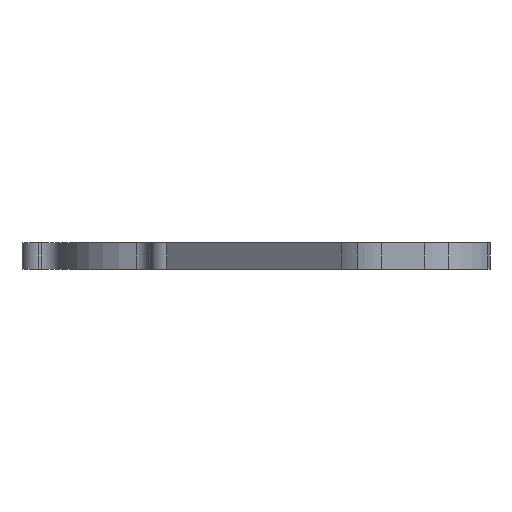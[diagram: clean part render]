
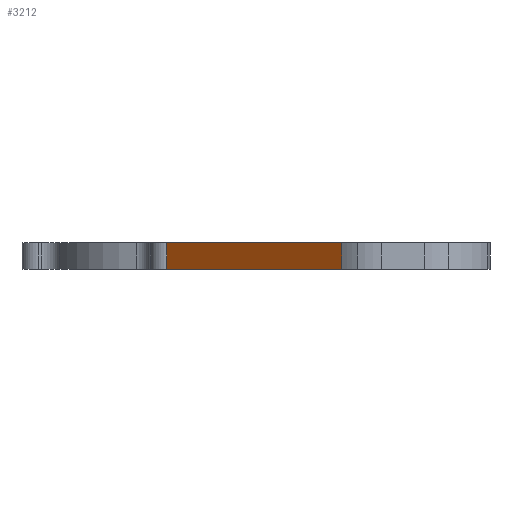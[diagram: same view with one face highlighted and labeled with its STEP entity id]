
A CAD part, front view. The second image highlights one B-rep face of the part: STEP entity #3212.
In plain terms, the highlighted planar face has unit normal (-0.66, -0.751, 0).
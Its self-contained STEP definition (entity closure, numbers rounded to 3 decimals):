
#53 = ORIENTED_EDGE ( 'NONE', *, *, #894, .F. ) ;
#160 = VECTOR ( 'NONE', #3564, 1000. ) ;
#196 = CARTESIAN_POINT ( 'NONE',  ( 52.235, -91.75, 8. ) ) ;
#361 = EDGE_LOOP ( 'NONE', ( #53, #1019, #2157, #544 ) ) ;
#493 = CARTESIAN_POINT ( 'NONE',  ( 52.235, -91.75, 8. ) ) ;
#544 = ORIENTED_EDGE ( 'NONE', *, *, #1928, .T. ) ;
#853 = VERTEX_POINT ( 'NONE', #3166 ) ;
#894 = EDGE_CURVE ( 'NONE', #853, #950, #2407, .T. ) ;
#897 = LINE ( 'NONE', #3411, #1323 ) ;
#950 = VERTEX_POINT ( 'NONE', #2473 ) ;
#1019 = ORIENTED_EDGE ( 'NONE', *, *, #2716, .F. ) ;
#1037 = CARTESIAN_POINT ( 'NONE',  ( 52.235, -91.75, 0. ) ) ;
#1323 = VECTOR ( 'NONE', #3346, 1000. ) ;
#1409 = VECTOR ( 'NONE', #4436, 1000. ) ;
#1516 = VECTOR ( 'NONE', #1617, 1000. ) ;
#1520 = DIRECTION ( 'NONE',  ( 0.751, -0.66, 0. ) ) ;
#1617 = DIRECTION ( 'NONE',  ( 0., 0., -1. ) ) ;
#1928 = EDGE_CURVE ( 'NONE', #3738, #950, #2059, .T. ) ;
#2059 = LINE ( 'NONE', #3469, #1409 ) ;
#2157 = ORIENTED_EDGE ( 'NONE', *, *, #3758, .T. ) ;
#2407 = LINE ( 'NONE', #1037, #160 ) ;
#2473 = CARTESIAN_POINT ( 'NONE',  ( -1., -45., 0. ) ) ;
#2716 = EDGE_CURVE ( 'NONE', #3975, #853, #4095, .T. ) ;
#2894 = PLANE ( 'NONE',  #4301 ) ;
#3166 = CARTESIAN_POINT ( 'NONE',  ( 52.235, -91.75, 0. ) ) ;
#3212 = ADVANCED_FACE ( 'NONE', ( #4010 ), #2894, .T. ) ;
#3309 = DIRECTION ( 'NONE',  ( -0.66, -0.751, 0. ) ) ;
#3346 = DIRECTION ( 'NONE',  ( -0.751, 0.66, 0. ) ) ;
#3411 = CARTESIAN_POINT ( 'NONE',  ( 52.235, -91.75, 8. ) ) ;
#3469 = CARTESIAN_POINT ( 'NONE',  ( -1., -45., 8. ) ) ;
#3564 = DIRECTION ( 'NONE',  ( -0.751, 0.66, 0. ) ) ;
#3681 = CARTESIAN_POINT ( 'NONE',  ( 52.235, -91.75, 8. ) ) ;
#3738 = VERTEX_POINT ( 'NONE', #4097 ) ;
#3758 = EDGE_CURVE ( 'NONE', #3975, #3738, #897, .T. ) ;
#3975 = VERTEX_POINT ( 'NONE', #493 ) ;
#4010 = FACE_OUTER_BOUND ( 'NONE', #361, .T. ) ;
#4095 = LINE ( 'NONE', #196, #1516 ) ;
#4097 = CARTESIAN_POINT ( 'NONE',  ( -1., -45., 8. ) ) ;
#4301 = AXIS2_PLACEMENT_3D ( 'NONE', #3681, #3309, #1520 ) ;
#4436 = DIRECTION ( 'NONE',  ( 0., 0., -1. ) ) ;
